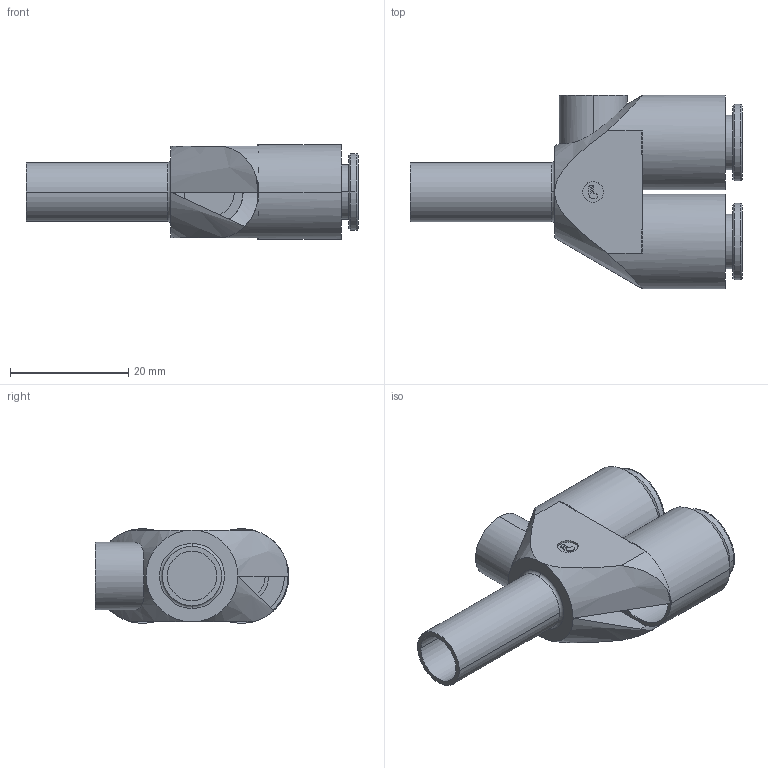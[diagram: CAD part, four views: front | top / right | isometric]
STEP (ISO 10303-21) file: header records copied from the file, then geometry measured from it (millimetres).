
FILE_DESCRIPTION(('STEP AP214'),'1');
FILE_NAME('3142_08_10.stp','2016-07-07T14:14:43',('TraceParts'),('TraceParts S.A.'),'Spatial InterOp 3D',' ',' ');
FILE_SCHEMA(('automotive_design'));
Length unit declared in the file: millimetre
Products named in the file (1): 1
Bounding box: 56.2 x 32.76 x 16 mm (x, y, z)
Volume: 10048.8 mm3; surface area: 6504.8 mm2
Topology: 1 solids, 1 shells, 103 faces, 270 edges, 176 vertices
Faces by surface type: plane 35, cylinder 32, torus 20, cone 16
Entity records: 3601 total; most frequent: CARTESIAN_POINT 979, DIRECTION 580, ORIENTED_EDGE 540, EDGE_CURVE 270, AXIS2_PLACEMENT_3D 243, VERTEX_POINT 176, CIRCLE 139, EDGE_LOOP 118
